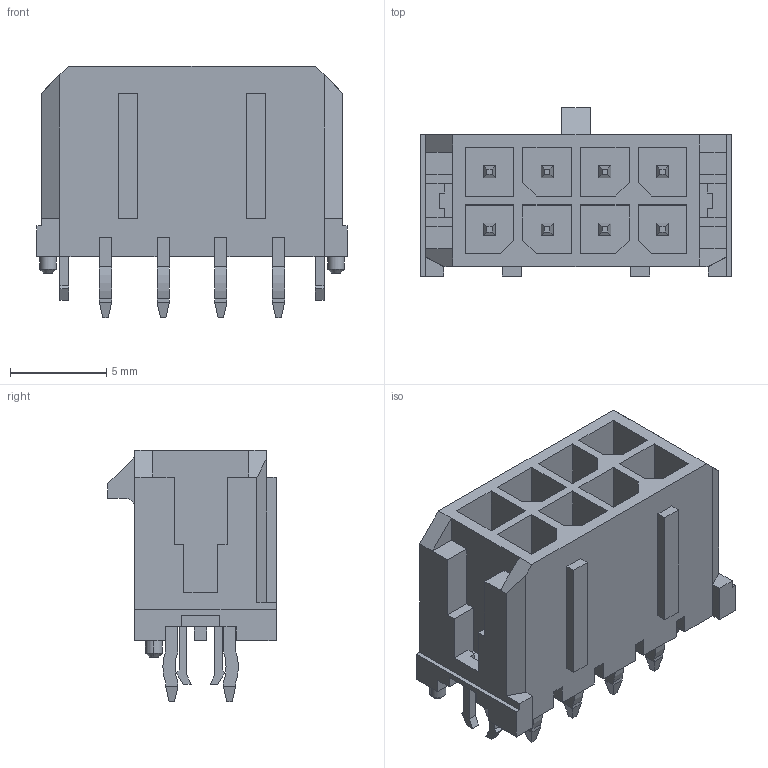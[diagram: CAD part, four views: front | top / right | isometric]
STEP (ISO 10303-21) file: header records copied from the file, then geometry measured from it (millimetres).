
FILE_DESCRIPTION((''),'2;1');
FILE_NAME('430450824','2014-09-03T',('me'),(''),'PRO/ENGINEER BY PARAMETRIC TECHNOLOGY CORPORATION, 2011490','PRO/ENGINEER BY PARAMETRIC TECHNOLOGY CORPORATION, 2011490','');
FILE_SCHEMA(('CONFIG_CONTROL_DESIGN'));
Length unit declared in the file: millimetre
Products named in the file (1): 430450824
Bounding box: 16.15 x 8.76 x 13.09 mm (x, y, z)
Volume: 657.3 mm3; surface area: 1472.7 mm2
Topology: 1 solids, 1 shells, 451 faces, 1171 edges, 752 vertices
Faces by surface type: plane 426, cylinder 21, cone 4
Entity records: 13402 total; most frequent: CARTESIAN_POINT 2343, ORIENTED_EDGE 2286, DIRECTION 2145, EDGE_CURVE 1143, VECTOR 1101, LINE 1101, VERTEX_POINT 720, AXIS2_PLACEMENT_3D 522
